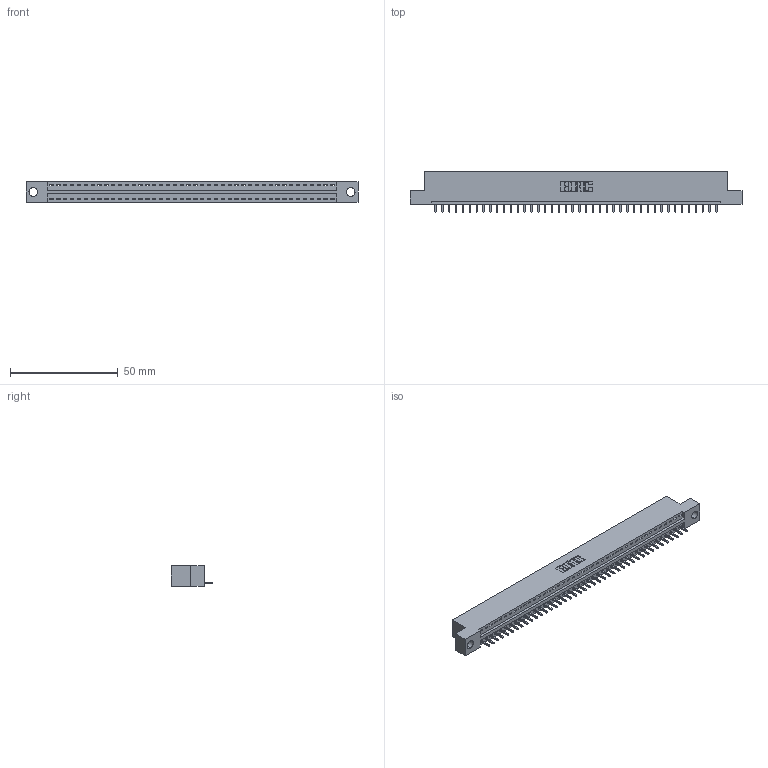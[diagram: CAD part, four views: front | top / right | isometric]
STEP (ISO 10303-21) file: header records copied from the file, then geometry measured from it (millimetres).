
FILE_DESCRIPTION (( 'STEP AP203' ), '1' );
FILE_NAME ('346-042-521-104.STEP', '2018-08-24T21:48:24', ( '' ), ( '' ), 'SwSTEP 2.0', 'SolidWorks 2016', '' );
FILE_SCHEMA (( 'CONFIG_CONTROL_DESIGN' ));
Length unit declared in the file: inch
Products named in the file (3): 346 Part_Flush Mounting Lugs - 0.156 Dia-TH; 345-292-001_345-293-121; 346-042-521-104
Assembly tree (43 placements, depth 2):
  346-042-521-104
    346 Part_Flush Mounting Lugs - 0.156 Dia-TH
    345-292-001_345-293-121  x42
Bounding box: 153.92 x 19.05 x 9.4 mm (x, y, z)
Volume: 14526.6 mm3; surface area: 17486 mm2
Topology: 43 solids, 43 shells, 2558 faces, 7721 edges, 5090 vertices
Faces by surface type: plane 1756, cylinder 802
Entity records: 26087 total; most frequent: CARTESIAN_POINT 4478, ORIENTED_EDGE 4454, DIRECTION 3951, EDGE_CURVE 2227, LINE 1927, VECTOR 1927, VERTEX_POINT 1482, AXIS2_PLACEMENT_3D 1012
